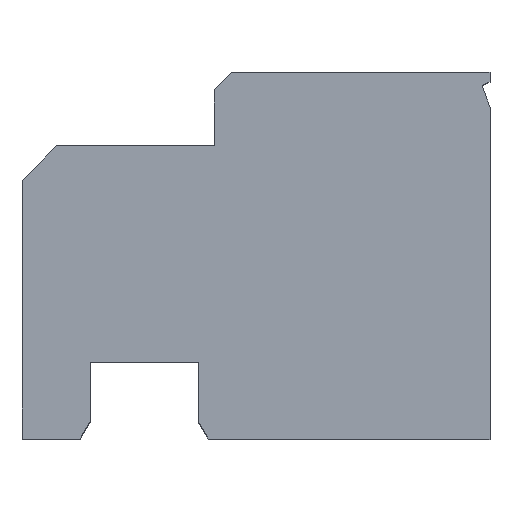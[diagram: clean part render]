
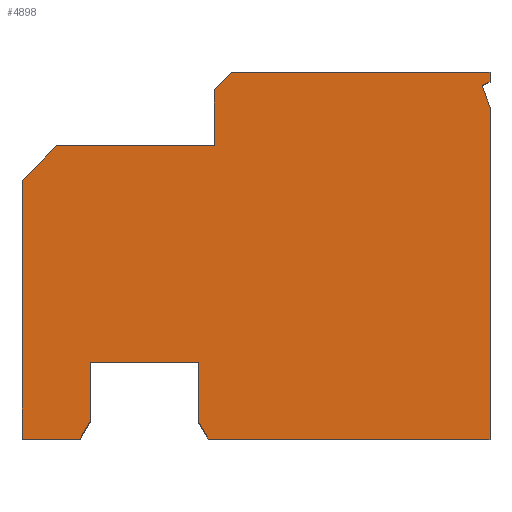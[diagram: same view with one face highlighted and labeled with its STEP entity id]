
A CAD part, top view. The second image highlights one B-rep face of the part: STEP entity #4898.
In plain terms, the highlighted planar face has unit normal (0, 0, 1).
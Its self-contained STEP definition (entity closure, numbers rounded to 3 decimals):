
#374=ORIENTED_EDGE('',*,*,#1348,.T.);
#375=ORIENTED_EDGE('',*,*,#1349,.T.);
#376=ORIENTED_EDGE('',*,*,#1350,.T.);
#377=ORIENTED_EDGE('',*,*,#1351,.T.);
#378=ORIENTED_EDGE('',*,*,#1352,.T.);
#379=ORIENTED_EDGE('',*,*,#1297,.T.);
#380=ORIENTED_EDGE('',*,*,#1353,.T.);
#381=ORIENTED_EDGE('',*,*,#1354,.T.);
#382=ORIENTED_EDGE('',*,*,#1355,.T.);
#383=ORIENTED_EDGE('',*,*,#1356,.T.);
#384=ORIENTED_EDGE('',*,*,#1357,.T.);
#385=ORIENTED_EDGE('',*,*,#1358,.T.);
#386=ORIENTED_EDGE('',*,*,#1359,.T.);
#387=ORIENTED_EDGE('',*,*,#1360,.T.);
#388=ORIENTED_EDGE('',*,*,#1361,.T.);
#389=ORIENTED_EDGE('',*,*,#1362,.T.);
#390=ORIENTED_EDGE('',*,*,#1344,.T.);
#1297=EDGE_CURVE('',#1795,#1796,#2124,.T.);
#1344=EDGE_CURVE('',#1826,#1825,#2163,.T.);
#1348=EDGE_CURVE('',#1825,#1827,#2167,.T.);
#1349=EDGE_CURVE('',#1827,#1828,#2168,.T.);
#1350=EDGE_CURVE('',#1828,#1829,#2169,.T.);
#1351=EDGE_CURVE('',#1829,#1830,#2170,.T.);
#1352=EDGE_CURVE('',#1830,#1795,#2171,.T.);
#1353=EDGE_CURVE('',#1796,#1831,#2172,.T.);
#1354=EDGE_CURVE('',#1831,#1832,#2173,.T.);
#1355=EDGE_CURVE('',#1832,#1833,#2174,.T.);
#1356=EDGE_CURVE('',#1833,#1834,#2175,.T.);
#1357=EDGE_CURVE('',#1834,#1835,#2176,.T.);
#1358=EDGE_CURVE('',#1835,#1836,#2177,.T.);
#1359=EDGE_CURVE('',#1836,#1837,#2178,.T.);
#1360=EDGE_CURVE('',#1837,#1838,#2179,.T.);
#1361=EDGE_CURVE('',#1838,#1839,#2180,.T.);
#1362=EDGE_CURVE('',#1839,#1826,#2181,.T.);
#1795=VERTEX_POINT('',#6608);
#1796=VERTEX_POINT('',#6609);
#1825=VERTEX_POINT('',#6770);
#1826=VERTEX_POINT('',#6772);
#1827=VERTEX_POINT('',#6779);
#1828=VERTEX_POINT('',#6781);
#1829=VERTEX_POINT('',#6783);
#1830=VERTEX_POINT('',#6785);
#1831=VERTEX_POINT('',#6788);
#1832=VERTEX_POINT('',#6790);
#1833=VERTEX_POINT('',#6792);
#1834=VERTEX_POINT('',#6794);
#1835=VERTEX_POINT('',#6796);
#1836=VERTEX_POINT('',#6798);
#1837=VERTEX_POINT('',#6800);
#1838=VERTEX_POINT('',#6802);
#1839=VERTEX_POINT('',#6804);
#2124=LINE('',#6607,#2521);
#2163=LINE('',#6771,#2560);
#2167=LINE('',#6778,#2564);
#2168=LINE('',#6780,#2565);
#2169=LINE('',#6782,#2566);
#2170=LINE('',#6784,#2567);
#2171=LINE('',#6786,#2568);
#2172=LINE('',#6787,#2569);
#2173=LINE('',#6789,#2570);
#2174=LINE('',#6791,#2571);
#2175=LINE('',#6793,#2572);
#2176=LINE('',#6795,#2573);
#2177=LINE('',#6797,#2574);
#2178=LINE('',#6799,#2575);
#2179=LINE('',#6801,#2576);
#2180=LINE('',#6803,#2577);
#2181=LINE('',#6805,#2578);
#2521=VECTOR('',#5534,1000.);
#2560=VECTOR('',#5611,1000.);
#2564=VECTOR('',#5619,1000.);
#2565=VECTOR('',#5620,1000.);
#2566=VECTOR('',#5621,1000.);
#2567=VECTOR('',#5622,1000.);
#2568=VECTOR('',#5623,1000.);
#2569=VECTOR('',#5624,1000.);
#2570=VECTOR('',#5625,1000.);
#2571=VECTOR('',#5626,1000.);
#2572=VECTOR('',#5627,1000.);
#2573=VECTOR('',#5628,1000.);
#2574=VECTOR('',#5629,1000.);
#2575=VECTOR('',#5630,1000.);
#2576=VECTOR('',#5631,1000.);
#2577=VECTOR('',#5632,1000.);
#2578=VECTOR('',#5633,1000.);
#2885=EDGE_LOOP('',(#374,#375,#376,#377,#378,#379,#380,#381,#382,#383,#384,
#385,#386,#387,#388,#389,#390));
#3120=FACE_BOUND('',#2885,.T.);
#3336=PLANE('',#5131);
#4898=ADVANCED_FACE('',(#3120),#3336,.F.);
#5131=AXIS2_PLACEMENT_3D('',#6777,#5617,#5618);
#5534=DIRECTION('',(1.,0.,0.));
#5611=DIRECTION('',(-1.,0.,0.));
#5617=DIRECTION('',(0.,0.,-1.));
#5618=DIRECTION('',(0.,-1.,0.));
#5619=DIRECTION('',(-0.707,-0.707,0.));
#5620=DIRECTION('',(0.,-1.,0.));
#5621=DIRECTION('',(1.,0.,0.));
#5622=DIRECTION('',(0.5,0.866,0.));
#5623=DIRECTION('',(0.,1.,0.));
#5624=DIRECTION('',(0.,-1.,0.));
#5625=DIRECTION('',(0.5,-0.866,0.));
#5626=DIRECTION('',(1.,0.,0.));
#5627=DIRECTION('',(0.,1.,0.));
#5628=DIRECTION('',(-0.342,0.94,0.));
#5629=DIRECTION('',(0.906,0.423,0.));
#5630=DIRECTION('',(0.,1.,0.));
#5631=DIRECTION('',(-1.,0.,0.));
#5632=DIRECTION('',(-0.707,-0.707,0.));
#5633=DIRECTION('',(0.,-1.,0.));
#6607=CARTESIAN_POINT('',(0.,20.688,5.));
#6608=CARTESIAN_POINT('',(5.314,20.688,5.));
#6609=CARTESIAN_POINT('',(8.414,20.688,5.));
#6770=CARTESIAN_POINT('',(4.364,26.888,5.));
#6771=CARTESIAN_POINT('',(0.,26.888,5.));
#6772=CARTESIAN_POINT('',(8.864,26.888,5.));
#6777=CARTESIAN_POINT('',(14.914,27.838,5.));
#6778=CARTESIAN_POINT('',(0.,22.524,5.));
#6779=CARTESIAN_POINT('',(3.364,25.888,5.));
#6780=CARTESIAN_POINT('',(3.364,0.,5.));
#6781=CARTESIAN_POINT('',(3.364,18.488,5.));
#6782=CARTESIAN_POINT('',(0.,18.488,5.));
#6783=CARTESIAN_POINT('',(5.025,18.488,5.));
#6784=CARTESIAN_POINT('',(-5.649,0.,5.));
#6785=CARTESIAN_POINT('',(5.314,18.988,5.));
#6786=CARTESIAN_POINT('',(5.314,0.,5.));
#6787=CARTESIAN_POINT('',(8.414,0.,5.));
#6788=CARTESIAN_POINT('',(8.414,18.988,5.));
#6789=CARTESIAN_POINT('',(19.376,0.,5.));
#6790=CARTESIAN_POINT('',(8.703,18.488,5.));
#6791=CARTESIAN_POINT('',(0.,18.488,5.));
#6792=CARTESIAN_POINT('',(16.764,18.488,5.));
#6793=CARTESIAN_POINT('',(16.764,0.,5.));
#6794=CARTESIAN_POINT('',(16.764,27.988,5.));
#6795=CARTESIAN_POINT('',(26.951,0.,5.));
#6796=CARTESIAN_POINT('',(16.536,28.614,5.));
#6797=CARTESIAN_POINT('',(0.,20.904,5.));
#6798=CARTESIAN_POINT('',(16.764,28.721,5.));
#6799=CARTESIAN_POINT('',(16.764,0.,5.));
#6800=CARTESIAN_POINT('',(16.764,28.988,5.));
#6801=CARTESIAN_POINT('',(0.,28.988,5.));
#6802=CARTESIAN_POINT('',(9.364,28.988,5.));
#6803=CARTESIAN_POINT('',(-19.624,0.,5.));
#6804=CARTESIAN_POINT('',(8.864,28.488,5.));
#6805=CARTESIAN_POINT('',(8.864,0.,5.));
